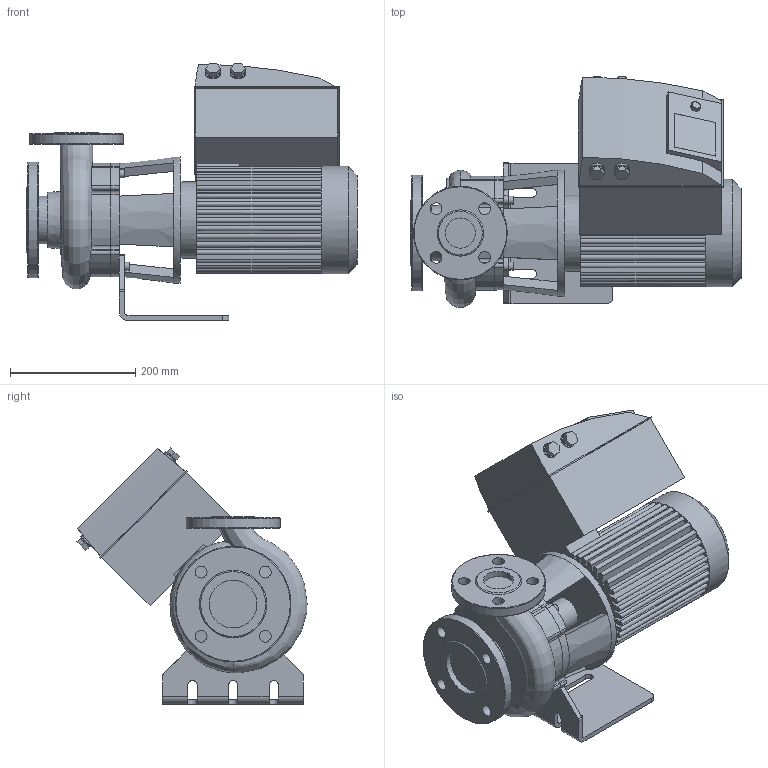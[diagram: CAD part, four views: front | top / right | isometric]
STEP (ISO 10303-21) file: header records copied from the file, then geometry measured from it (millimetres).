
FILE_DESCRIPTION(/* description */ (''),/* implementation_level */ '2;1');
FILE_NAME(/* name */ '3d_BL-E40_110-1_5_2-R1-2191430.stp',/* time_stamp */ '2017-11-06T15:14:02+01:00',/* author */ ('Andrzej'),/* organization */ (''),/* preprocessor_version */ 'ST-DEVELOPER v16.13',/* originating_system */ 'AutoCAD Mechanical',/* authorisation */ '');
FILE_SCHEMA (('AUTOMOTIVE_DESIGN { 1 0 10303 214 3 1 1 }'));
Length unit declared in the file: millimetre
Products named in the file (1): Product
Bounding box: 530 x 368.36 x 409.96 mm (x, y, z)
Volume: 17800097 mm3; surface area: 1158939.8 mm2
Topology: 12 solids, 12 shells, 556 faces, 1468 edges, 950 vertices
Faces by surface type: plane 331, cylinder 174, bspline 33, cone 10, torus 8
Full cylindrical faces by diameter (mm): 9 x4, 13 x4, 16 x1, 19 x8, 20 x4, 24 x4, 48.3 x1, 50 x1, 76.1 x2, 122 x1, 150 x1, 172 x1, 185 x1, 202 x1
Entity records: 19840 total; most frequent: CARTESIAN_POINT 6076, DIRECTION 2837, ORIENTED_EDGE 2818, EDGE_CURVE 1409, AXIS2_PLACEMENT_3D 993, VERTEX_POINT 939, LINE 851, VECTOR 851
